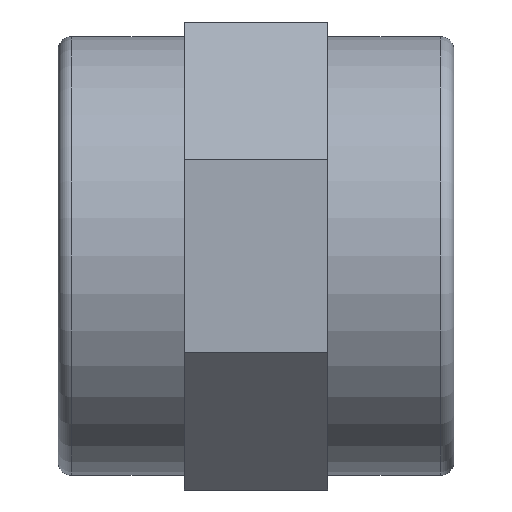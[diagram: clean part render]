
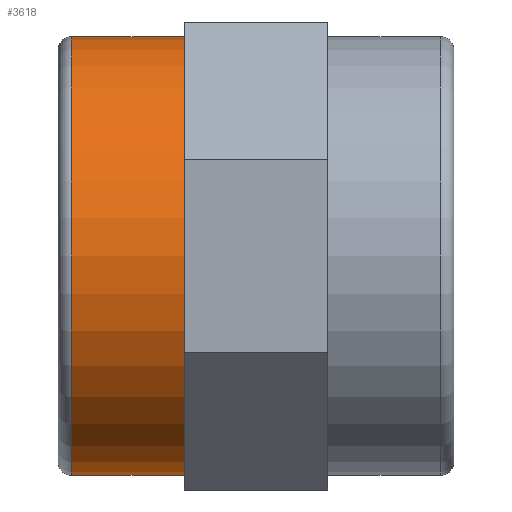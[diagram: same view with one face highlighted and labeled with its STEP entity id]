
A CAD part, front view. The second image highlights one B-rep face of the part: STEP entity #3618.
In plain terms, the highlighted cylindrical face has radius 32.8 mm (diameter 65.6 mm), a partial arc.
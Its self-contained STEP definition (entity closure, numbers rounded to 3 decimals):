
#1023 = CARTESIAN_POINT ( 'NONE',  ( -10.7, 0., 0. ) ) ;
#1024 = DIRECTION ( 'NONE',  ( -1., 0., 0. ) ) ;
#1025 = DIRECTION ( 'NONE',  ( 0., 0., 1. ) ) ;
#1124 = CARTESIAN_POINT ( 'NONE',  ( -27.6, 0., 0. ) ) ;
#1125 = DIRECTION ( 'NONE',  ( -1., 0., 0. ) ) ;
#1126 = DIRECTION ( 'NONE',  ( 0., 0., 1. ) ) ;
#3026 = EDGE_CURVE ( 'NONE', #3291, #3293, #12776, .T. ) ;
#3053 = EDGE_CURVE ( 'NONE', #3302, #3296, #12749, .T. ) ;
#3172 = EDGE_CURVE ( 'NONE', #3293, #3296, #9792, .T. ) ;
#3174 = EDGE_CURVE ( 'NONE', #3291, #3302, #9783, .T. ) ;
#3291 = VERTEX_POINT ( 'NONE', #10097 ) ;
#3293 = VERTEX_POINT ( 'NONE', #10098 ) ;
#3296 = VERTEX_POINT ( 'NONE', #10063 ) ;
#3302 = VERTEX_POINT ( 'NONE', #10105 ) ;
#3544 = EDGE_LOOP ( 'NONE', ( #12535, #12536, #12537, #12538 ) ) ;
#3618 = ADVANCED_FACE ( 'NONE', ( #10543 ), #10547, .T. ) ;
#5822 = VECTOR ( 'NONE', #9796, 1000. ) ;
#5833 = VECTOR ( 'NONE', #9802, 1000. ) ;
#5907 = AXIS2_PLACEMENT_3D ( 'NONE', #10545, #10535, #10548 ) ;
#9783 = LINE ( 'NONE', #9791, #5833 ) ;
#9787 = CARTESIAN_POINT ( 'NONE',  ( 0., 0., 32.8 ) ) ;
#9791 = CARTESIAN_POINT ( 'NONE',  ( 0., 0., -32.8 ) ) ;
#9792 = LINE ( 'NONE', #9787, #5822 ) ;
#9796 = DIRECTION ( 'NONE',  ( -1., 0., 0. ) ) ;
#9802 = DIRECTION ( 'NONE',  ( -1., 0., 0. ) ) ;
#10063 = CARTESIAN_POINT ( 'NONE',  ( -27.6, 0., 32.8 ) ) ;
#10097 = CARTESIAN_POINT ( 'NONE',  ( -10.7, 0., -32.8 ) ) ;
#10098 = CARTESIAN_POINT ( 'NONE',  ( -10.7, 0., 32.8 ) ) ;
#10105 = CARTESIAN_POINT ( 'NONE',  ( -27.6, 0., -32.8 ) ) ;
#10535 = DIRECTION ( 'NONE',  ( -1., 0., 0. ) ) ;
#10543 = FACE_OUTER_BOUND ( 'NONE', #3544, .T. ) ;
#10545 = CARTESIAN_POINT ( 'NONE',  ( 0., 0., 0. ) ) ;
#10547 = CYLINDRICAL_SURFACE ( 'NONE', #5907, 32.8 ) ;
#10548 = DIRECTION ( 'NONE',  ( 0., 0., 1. ) ) ;
#12535 = ORIENTED_EDGE ( 'NONE', *, *, #3174, .F. ) ;
#12536 = ORIENTED_EDGE ( 'NONE', *, *, #3026, .T. ) ;
#12537 = ORIENTED_EDGE ( 'NONE', *, *, #3172, .T. ) ;
#12538 = ORIENTED_EDGE ( 'NONE', *, *, #3053, .F. ) ;
#12745 = AXIS2_PLACEMENT_3D ( 'NONE', #1023, #1024, #1025 ) ;
#12749 = CIRCLE ( 'NONE', #12755, 32.8 ) ;
#12755 = AXIS2_PLACEMENT_3D ( 'NONE', #1124, #1125, #1126 ) ;
#12776 = CIRCLE ( 'NONE', #12745, 32.8 ) ;
